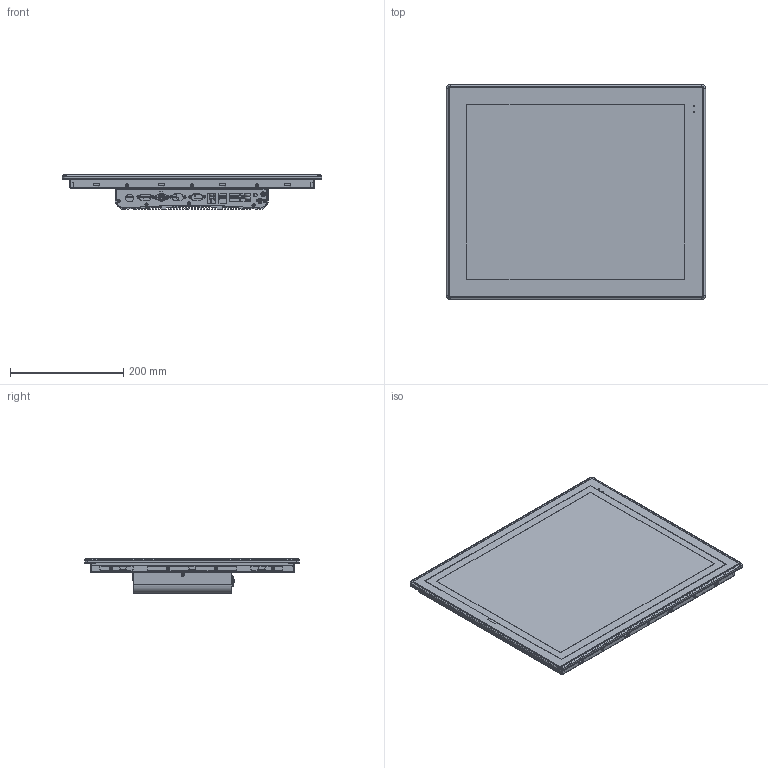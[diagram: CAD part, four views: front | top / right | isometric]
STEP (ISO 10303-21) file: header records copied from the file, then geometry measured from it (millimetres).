
FILE_DESCRIPTION (( 'STEP AP203' ), '1' );
FILE_NAME ('APPC1930T -ASM.STEP', '2015-03-04T09:59:00', ( '' ), ( '' ), 'SwSTEP 2.0', 'SolidWorks 2015', '' );
FILE_SCHEMA (( 'CONFIG_CONTROL_DESIGN' ));
Length unit declared in the file: millimetre
Products named in the file (28): MIC-in_Line-in; 1601000004_tact_sw_1_2; 50501A0520X00 W-pad  IO BRACKET BOX COVER_1; 2.5HDD-SATA_Fujitsu; 存挩1^APPC switch; 5060800145X00 long_heatsink_cover_1; CUSHION_SCREW; 4NCJM00516X00_1; APPC D525 box_ASM_1; HDD-BRACKET-2; AUO G190EG01 v1; APPC switch_1; APPC1920T panel bracket L_R; CF card; AMT28354-F (19 inch ); 5060600178X00_1; APPC1920T panel bracket T_D; DVI_INVERTER; 1601000004_tact_sw_1; APPC1930T -ASM; cf cover_3; CPU_HEATSINK-d2550; 5060800220X00 APPC1920T back cover; poron T_D APPC1920T夷杲挩; SATA-7P-P2.54(33000-000566-RS)_Default; Brazen post 6#32-L5; poron L_R  APPC1920T夷杲挩; D2700 ASS
Assembly tree (42 placements, depth 4):
  APPC1930T -ASM
    AUO G190EG01 v1
    AMT28354-F (19 inch )
    1601000004_tact_sw_1
    5060800220X00 APPC1920T back cover
    APPC D525 box_ASM_1
      D2700 ASS
        Brazen post 6#32-L5  x6
        MIC-in_Line-in  x2
        2.5HDD-SATA_Fujitsu
        CUSHION_SCREW  x4
        HDD-BRACKET-2
        CF card
        DVI_INVERTER
        CPU_HEATSINK-d2550
        SATA-7P-P2.54(33000-000566-RS)_Default
      50501A0520X00 W-pad  IO BRACKET BOX COVER_1
      5060800145X00 long_heatsink_cover_1
    APPC1920T panel bracket L_R  x2
    APPC1920T panel bracket T_D  x2
    cf cover_3
    poron T_D APPC1920T夷杲挩  x2
    poron L_R  APPC1920T夷杲挩
    APPC switch_1
      1601000004_tact_sw_1_2  x4
      存挩1^APPC switch
      4NCJM00516X00_1
    5060600178X00_1
Bounding box: 457.64 x 379.24 x 61.25 mm (x, y, z)
Volume: 3255458.5 mm3; surface area: 1713491.6 mm2
Topology: 39 solids, 41 shells, 4857 faces, 13364 edges, 8745 vertices
Faces by surface type: plane 2960, cylinder 1570, bspline 155, cone 152, torus 16, sphere 4
Entity records: 144762 total; most frequent: CARTESIAN_POINT 34635, ORIENTED_EDGE 22800, DIRECTION 21665, EDGE_CURVE 11400, VECTOR 7967, LINE 7967, VERTEX_POINT 7485, AXIS2_PLACEMENT_3D 6849
